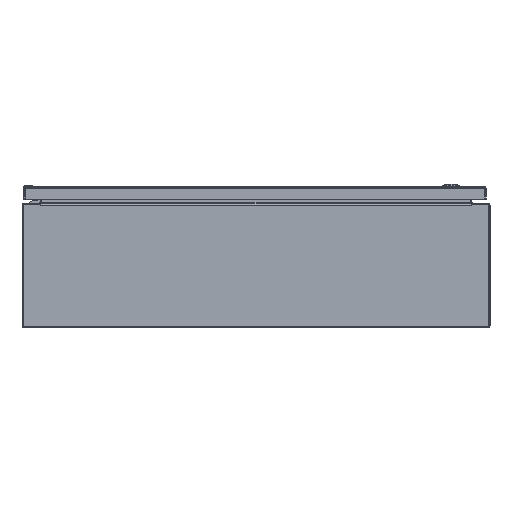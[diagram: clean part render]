
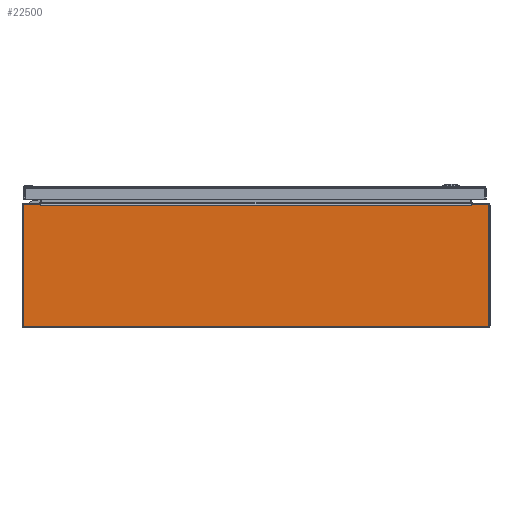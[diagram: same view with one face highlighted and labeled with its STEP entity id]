
A CAD part, front view. The second image highlights one B-rep face of the part: STEP entity #22500.
In plain terms, the highlighted planar face has unit normal (0, -1, 0).
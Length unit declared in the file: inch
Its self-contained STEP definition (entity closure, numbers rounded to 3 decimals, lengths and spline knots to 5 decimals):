
#427 = VERTEX_POINT ( 'NONE', #57328 ) ;
#2667 = DIRECTION ( 'NONE',  ( 0., 0., -1. ) ) ;
#3240 = AXIS2_PLACEMENT_3D ( 'NONE', #69989, #68757, #51381 ) ;
#3376 = VECTOR ( 'NONE', #109115, 39.37008 ) ;
#3832 = LINE ( 'NONE', #79934, #100288 ) ;
#4905 = CARTESIAN_POINT ( 'NONE',  ( -13.798, -15., 3.855 ) ) ;
#5153 = LINE ( 'NONE', #62077, #71989 ) ;
#5839 = DIRECTION ( 'NONE',  ( 0., 0., -1. ) ) ;
#6834 = ORIENTED_EDGE ( 'NONE', *, *, #64811, .T. ) ;
#7041 = CARTESIAN_POINT ( 'NONE',  ( -14.937, -15., 0. ) ) ;
#7197 = LINE ( 'NONE', #91340, #41117 ) ;
#7662 = DIRECTION ( 'NONE',  ( -1., 0., 0. ) ) ;
#8134 = CARTESIAN_POINT ( 'NONE',  ( -14.857, -15., 3.937 ) ) ;
#8304 = CARTESIAN_POINT ( 'NONE',  ( -14.857, -15., -3.857 ) ) ;
#9650 = CARTESIAN_POINT ( 'NONE',  ( 0., -15., -3.937 ) ) ;
#9654 = AXIS2_PLACEMENT_3D ( 'NONE', #117711, #87430, #2667 ) ;
#10036 = CIRCLE ( 'NONE', #81103, 0.08 ) ;
#11144 = EDGE_CURVE ( 'NONE', #427, #108410, #98575, .T. ) ;
#12889 = ORIENTED_EDGE ( 'NONE', *, *, #90054, .F. ) ;
#13211 = DIRECTION ( 'NONE',  ( 0., 0., -1. ) ) ;
#13603 = VERTEX_POINT ( 'NONE', #15909 ) ;
#15909 = CARTESIAN_POINT ( 'NONE',  ( 14.937, -15., 3.857 ) ) ;
#18018 = ORIENTED_EDGE ( 'NONE', *, *, #45769, .F. ) ;
#18330 = LINE ( 'NONE', #9650, #106936 ) ;
#18547 = ORIENTED_EDGE ( 'NONE', *, *, #70020, .F. ) ;
#22500 = ADVANCED_FACE ( 'NONE', ( #25655 ), #81306, .T. ) ;
#22654 = VECTOR ( 'NONE', #54301, 39.37008 ) ;
#25655 = FACE_OUTER_BOUND ( 'NONE', #108771, .T. ) ;
#25778 = DIRECTION ( 'NONE',  ( 1., 0., 0. ) ) ;
#26220 = EDGE_CURVE ( 'NONE', #44914, #34639, #32832, .T. ) ;
#26227 = EDGE_CURVE ( 'NONE', #45591, #96098, #107078, .T. ) ;
#30526 = ORIENTED_EDGE ( 'NONE', *, *, #30544, .T. ) ;
#30544 = EDGE_CURVE ( 'NONE', #96098, #55217, #87851, .T. ) ;
#30873 = VECTOR ( 'NONE', #32211, 39.37008 ) ;
#32094 = EDGE_CURVE ( 'NONE', #87012, #75459, #100683, .T. ) ;
#32211 = DIRECTION ( 'NONE',  ( -0.174, 0., -0.985 ) ) ;
#32366 = VERTEX_POINT ( 'NONE', #80756 ) ;
#32404 = AXIS2_PLACEMENT_3D ( 'NONE', #111619, #54712, #5839 ) ;
#32832 = CIRCLE ( 'NONE', #3240, 0.08 ) ;
#34639 = VERTEX_POINT ( 'NONE', #8134 ) ;
#35945 = CARTESIAN_POINT ( 'NONE',  ( 13.8136, -15., 3.855 ) ) ;
#36952 = VERTEX_POINT ( 'NONE', #71742 ) ;
#41117 = VECTOR ( 'NONE', #25778, 39.37008 ) ;
#41227 = CARTESIAN_POINT ( 'NONE',  ( 13.82806, -15., 3.937 ) ) ;
#44820 = DIRECTION ( 'NONE',  ( 0., 1., 0. ) ) ;
#44914 = VERTEX_POINT ( 'NONE', #69579 ) ;
#45591 = VERTEX_POINT ( 'NONE', #41227 ) ;
#45769 = EDGE_CURVE ( 'NONE', #34639, #64471, #7197, .T. ) ;
#46090 = AXIS2_PLACEMENT_3D ( 'NONE', #108856, #81010, #116911 ) ;
#46807 = CARTESIAN_POINT ( 'NONE',  ( 0., -15., 3.855 ) ) ;
#49075 = DIRECTION ( 'NONE',  ( 1., 0., 0. ) ) ;
#51381 = DIRECTION ( 'NONE',  ( 0., 0., -1. ) ) ;
#51834 = EDGE_CURVE ( 'NONE', #108410, #36952, #18330, .T. ) ;
#53571 = VERTEX_POINT ( 'NONE', #68362 ) ;
#54301 = DIRECTION ( 'NONE',  ( -1., 0., 0. ) ) ;
#54712 = DIRECTION ( 'NONE',  ( 0., -1., 0. ) ) ;
#55153 = EDGE_CURVE ( 'NONE', #32366, #13603, #121136, .T. ) ;
#55217 = VERTEX_POINT ( 'NONE', #71752 ) ;
#57271 = DIRECTION ( 'NONE',  ( -1., 0., 0. ) ) ;
#57328 = CARTESIAN_POINT ( 'NONE',  ( 14.937, -15., -3.857 ) ) ;
#58049 = ORIENTED_EDGE ( 'NONE', *, *, #51834, .F. ) ;
#62010 = EDGE_CURVE ( 'NONE', #53571, #44914, #91789, .T. ) ;
#62077 = CARTESIAN_POINT ( 'NONE',  ( 14.937, -15., 0. ) ) ;
#64471 = VERTEX_POINT ( 'NONE', #118614 ) ;
#64685 = ORIENTED_EDGE ( 'NONE', *, *, #77454, .F. ) ;
#64785 = VECTOR ( 'NONE', #7662, 39.37008 ) ;
#64811 = EDGE_CURVE ( 'NONE', #75459, #64471, #3832, .T. ) ;
#65626 = EDGE_CURVE ( 'NONE', #55217, #87012, #109760, .T. ) ;
#68362 = CARTESIAN_POINT ( 'NONE',  ( -14.937, -15., -3.857 ) ) ;
#68694 = CARTESIAN_POINT ( 'NONE',  ( 13.80578, -15., 3.855 ) ) ;
#68757 = DIRECTION ( 'NONE',  ( 0., 1., 0. ) ) ;
#69579 = CARTESIAN_POINT ( 'NONE',  ( -14.937, -15., 3.857 ) ) ;
#69989 = CARTESIAN_POINT ( 'NONE',  ( -14.857, -15., 3.857 ) ) ;
#70020 = EDGE_CURVE ( 'NONE', #36952, #53571, #10036, .T. ) ;
#70377 = ORIENTED_EDGE ( 'NONE', *, *, #11144, .F. ) ;
#71213 = VECTOR ( 'NONE', #49075, 39.37008 ) ;
#71742 = CARTESIAN_POINT ( 'NONE',  ( -14.857, -15., -3.937 ) ) ;
#71752 = CARTESIAN_POINT ( 'NONE',  ( 13.798, -15., 3.855 ) ) ;
#71989 = VECTOR ( 'NONE', #13211, 39.37008 ) ;
#73927 = CARTESIAN_POINT ( 'NONE',  ( 0., -15., 3.937 ) ) ;
#75459 = VERTEX_POINT ( 'NONE', #82105 ) ;
#75789 = ORIENTED_EDGE ( 'NONE', *, *, #32094, .T. ) ;
#76389 = ORIENTED_EDGE ( 'NONE', *, *, #26220, .F. ) ;
#77454 = EDGE_CURVE ( 'NONE', #45591, #32366, #93066, .T. ) ;
#79934 = CARTESIAN_POINT ( 'NONE',  ( -13.8136, -15., 3.855 ) ) ;
#80756 = CARTESIAN_POINT ( 'NONE',  ( 14.857, -15., 3.937 ) ) ;
#81010 = DIRECTION ( 'NONE',  ( 0., 1., 0. ) ) ;
#81103 = AXIS2_PLACEMENT_3D ( 'NONE', #8304, #44820, #82569 ) ;
#81306 = PLANE ( 'NONE',  #32404 ) ;
#81538 = ORIENTED_EDGE ( 'NONE', *, *, #62010, .F. ) ;
#82105 = CARTESIAN_POINT ( 'NONE',  ( -13.8136, -15., 3.855 ) ) ;
#82569 = DIRECTION ( 'NONE',  ( 0., 0., -1. ) ) ;
#83068 = ORIENTED_EDGE ( 'NONE', *, *, #26227, .T. ) ;
#86262 = ORIENTED_EDGE ( 'NONE', *, *, #65626, .T. ) ;
#86629 = DIRECTION ( 'NONE',  ( -1., 0., 0. ) ) ;
#87012 = VERTEX_POINT ( 'NONE', #4905 ) ;
#87430 = DIRECTION ( 'NONE',  ( 0., 1., 0. ) ) ;
#87851 = LINE ( 'NONE', #68694, #115264 ) ;
#90054 = EDGE_CURVE ( 'NONE', #13603, #427, #5153, .T. ) ;
#91340 = CARTESIAN_POINT ( 'NONE',  ( 0., -15., 3.937 ) ) ;
#91789 = LINE ( 'NONE', #7041, #3376 ) ;
#91924 = ORIENTED_EDGE ( 'NONE', *, *, #55153, .F. ) ;
#92425 = CARTESIAN_POINT ( 'NONE',  ( 0., -15., 3.855 ) ) ;
#93066 = LINE ( 'NONE', #73927, #71213 ) ;
#96098 = VERTEX_POINT ( 'NONE', #35945 ) ;
#98575 = CIRCLE ( 'NONE', #9654, 0.08 ) ;
#99056 = CARTESIAN_POINT ( 'NONE',  ( 14.857, -15., -3.937 ) ) ;
#100288 = VECTOR ( 'NONE', #105319, 39.37008 ) ;
#100683 = LINE ( 'NONE', #46807, #22654 ) ;
#105319 = DIRECTION ( 'NONE',  ( -0.174, 0., 0.985 ) ) ;
#106936 = VECTOR ( 'NONE', #57271, 39.37008 ) ;
#107078 = LINE ( 'NONE', #112889, #30873 ) ;
#108410 = VERTEX_POINT ( 'NONE', #99056 ) ;
#108771 = EDGE_LOOP ( 'NONE', ( #18018, #76389, #81538, #18547, #58049, #70377, #12889, #91924, #64685, #83068, #30526, #86262, #75789, #6834 ) ) ;
#108856 = CARTESIAN_POINT ( 'NONE',  ( 14.857, -15., 3.857 ) ) ;
#109115 = DIRECTION ( 'NONE',  ( 0., 0., 1. ) ) ;
#109760 = LINE ( 'NONE', #92425, #64785 ) ;
#111619 = CARTESIAN_POINT ( 'NONE',  ( 0., -15., 0. ) ) ;
#112889 = CARTESIAN_POINT ( 'NONE',  ( 13.82806, -15., 3.937 ) ) ;
#115264 = VECTOR ( 'NONE', #86629, 39.37008 ) ;
#116911 = DIRECTION ( 'NONE',  ( 0., 0., -1. ) ) ;
#117711 = CARTESIAN_POINT ( 'NONE',  ( 14.857, -15., -3.857 ) ) ;
#118614 = CARTESIAN_POINT ( 'NONE',  ( -13.82806, -15., 3.937 ) ) ;
#121136 = CIRCLE ( 'NONE', #46090, 0.08 ) ;
